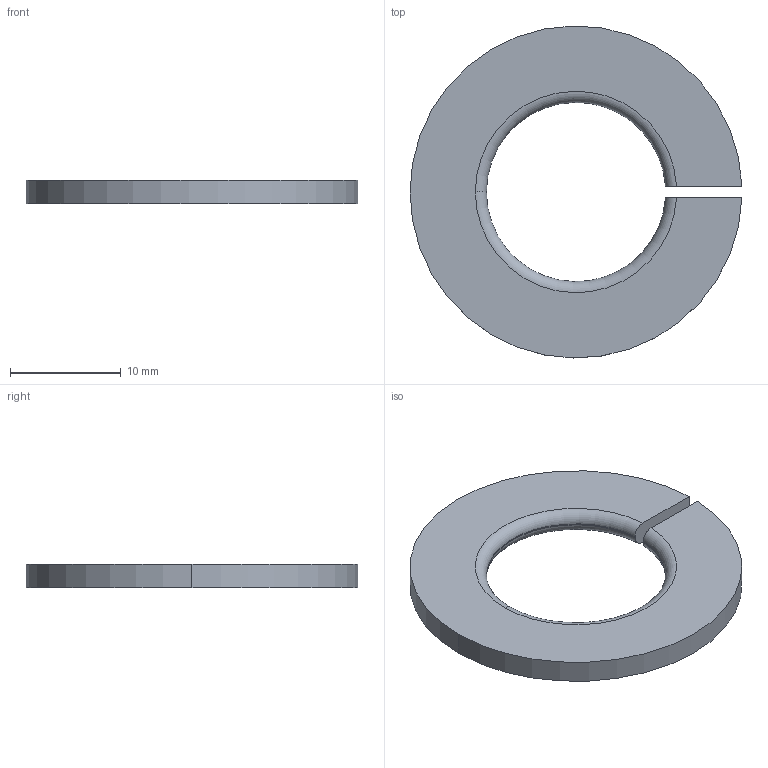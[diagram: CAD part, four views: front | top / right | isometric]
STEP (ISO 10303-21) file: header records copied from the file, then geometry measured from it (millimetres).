
FILE_DESCRIPTION(('STEP AP214'),'1');
FILE_NAME('cctmp_A52E2EA9-3842-4D40-8200-491407448131_2023_03_29_09_44_26_0606..stp','2023-03-29T07:44:26',('SIEMENS A&D'),('CADClick - www.CADClick.com'),'Spatial InterOp 3D postprocessed',' ','unknown authorization');
FILE_SCHEMA(('AUTOMOTIVE_DESIGN'));
Length unit declared in the file: millimetre
Products named in the file (1): 2023_03_29_09_44_26_0602
Bounding box: 29.99 x 30 x 2.1 mm (x, y, z)
Volume: 1014.3 mm3; surface area: 1273.6 mm2
Topology: 1 solids, 1 shells, 12 faces, 28 edges, 18 vertices
Faces by surface type: torus 4, cylinder 4, plane 4
Entity records: 468 total; most frequent: CARTESIAN_POINT 119, DIRECTION 64, ORIENTED_EDGE 56, EDGE_CURVE 28, AXIS2_PLACEMENT_3D 27, VERTEX_POINT 18, CIRCLE 14, STYLED_ITEM 13
